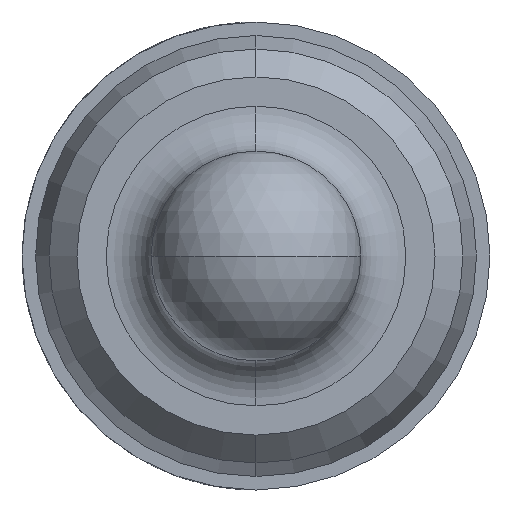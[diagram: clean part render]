
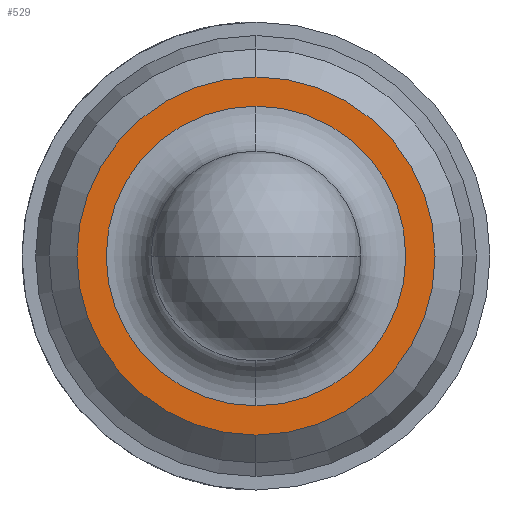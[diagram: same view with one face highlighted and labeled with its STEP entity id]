
A CAD part, left-side view. The second image highlights one B-rep face of the part: STEP entity #529.
In plain terms, the highlighted planar face has unit normal (-1, 0, 0).
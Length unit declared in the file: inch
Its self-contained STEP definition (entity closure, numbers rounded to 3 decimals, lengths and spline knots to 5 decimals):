
#24 = DIRECTION ( 'NONE',  ( -1., 0., 0. ) ) ;
#31 = CARTESIAN_POINT ( 'NONE',  ( -0.135, 0., 0. ) ) ;
#64 = DIRECTION ( 'NONE',  ( 0., 0., -1. ) ) ;
#73 = EDGE_CURVE ( 'NONE', #560, #582, #632, .T. ) ;
#109 = AXIS2_PLACEMENT_3D ( 'NONE', #295, #303, #229 ) ;
#111 = AXIS2_PLACEMENT_3D ( 'NONE', #31, #24, #64 ) ;
#124 = EDGE_CURVE ( 'NONE', #888, #845, #751, .T. ) ;
#126 = EDGE_CURVE ( 'NONE', #845, #888, #832, .T. ) ;
#130 = AXIS2_PLACEMENT_3D ( 'NONE', #401, #370, #360 ) ;
#163 = EDGE_CURVE ( 'NONE', #582, #560, #840, .T. ) ;
#166 = AXIS2_PLACEMENT_3D ( 'NONE', #382, #462, #314 ) ;
#175 = AXIS2_PLACEMENT_3D ( 'NONE', #481, #283, #384 ) ;
#229 = DIRECTION ( 'NONE',  ( 0., 0., -1. ) ) ;
#283 = DIRECTION ( 'NONE',  ( -1., 0., 0. ) ) ;
#295 = CARTESIAN_POINT ( 'NONE',  ( -0.135, 0.01165, 0. ) ) ;
#303 = DIRECTION ( 'NONE',  ( 1., 0., 0. ) ) ;
#314 = DIRECTION ( 'NONE',  ( 0., 0., -1. ) ) ;
#360 = DIRECTION ( 'NONE',  ( 0., 0., -1. ) ) ;
#367 = PLANE ( 'NONE',  #109 ) ;
#370 = DIRECTION ( 'NONE',  ( 1., 0., 0. ) ) ;
#382 = CARTESIAN_POINT ( 'NONE',  ( -0.135, 0., 0. ) ) ;
#384 = DIRECTION ( 'NONE',  ( 0., 0., -1. ) ) ;
#401 = CARTESIAN_POINT ( 'NONE',  ( -0.135, 0., 0. ) ) ;
#418 = CARTESIAN_POINT ( 'NONE',  ( -0.135, 0., -0.0199 ) ) ;
#437 = CARTESIAN_POINT ( 'NONE',  ( -0.135, 0., 0.0199 ) ) ;
#462 = DIRECTION ( 'NONE',  ( 1., 0., 0. ) ) ;
#464 = CARTESIAN_POINT ( 'NONE',  ( -0.135, 0., -0.01665 ) ) ;
#474 = CARTESIAN_POINT ( 'NONE',  ( -0.135, 0., 0.01665 ) ) ;
#481 = CARTESIAN_POINT ( 'NONE',  ( -0.135, 0., 0. ) ) ;
#529 = ADVANCED_FACE ( 'NONE', ( #647, #907 ), #367, .F. ) ;
#560 = VERTEX_POINT ( 'NONE', #437 ) ;
#582 = VERTEX_POINT ( 'NONE', #418 ) ;
#618 = ORIENTED_EDGE ( 'NONE', *, *, #73, .T. ) ;
#632 = CIRCLE ( 'NONE', #111, 0.0199 ) ;
#640 = EDGE_LOOP ( 'NONE', ( #878, #791 ) ) ;
#647 = FACE_OUTER_BOUND ( 'NONE', #699, .T. ) ;
#699 = EDGE_LOOP ( 'NONE', ( #843, #618 ) ) ;
#751 = CIRCLE ( 'NONE', #130, 0.01665 ) ;
#791 = ORIENTED_EDGE ( 'NONE', *, *, #124, .T. ) ;
#832 = CIRCLE ( 'NONE', #166, 0.01665 ) ;
#840 = CIRCLE ( 'NONE', #175, 0.0199 ) ;
#843 = ORIENTED_EDGE ( 'NONE', *, *, #163, .T. ) ;
#845 = VERTEX_POINT ( 'NONE', #464 ) ;
#878 = ORIENTED_EDGE ( 'NONE', *, *, #126, .T. ) ;
#888 = VERTEX_POINT ( 'NONE', #474 ) ;
#907 = FACE_BOUND ( 'NONE', #640, .T. ) ;
